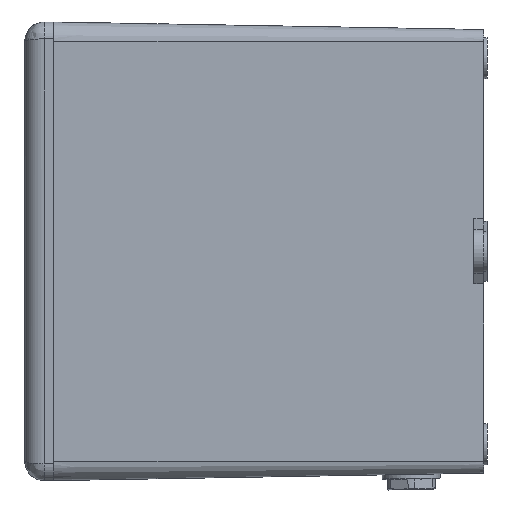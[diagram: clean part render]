
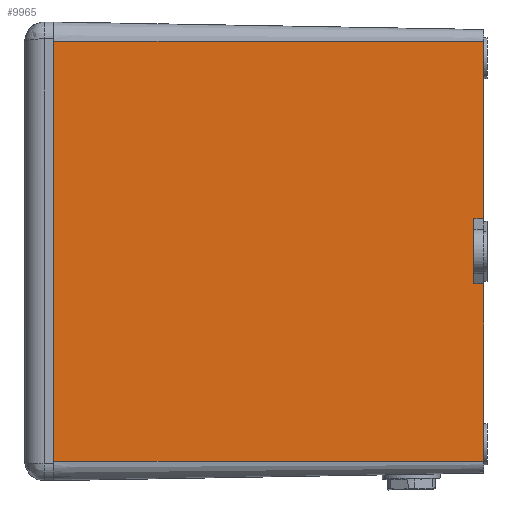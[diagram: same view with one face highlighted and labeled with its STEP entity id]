
A CAD part, left-side view. The second image highlights one B-rep face of the part: STEP entity #9965.
In plain terms, the highlighted face is planar.
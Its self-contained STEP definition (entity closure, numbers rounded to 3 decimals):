
#235 = CARTESIAN_POINT ( 'NONE',  ( -95., 87., 0. ) ) ;
#537 = CARTESIAN_POINT ( 'NONE',  ( -91.893, 87., 178. ) ) ;
#816 = CARTESIAN_POINT ( 'NONE',  ( -95., -87., 0. ) ) ;
#861 = PLANE ( 'NONE',  #3408 ) ;
#865 = VERTEX_POINT ( 'NONE', #5718 ) ;
#891 = LINE ( 'NONE', #1625, #7378 ) ;
#1029 = VERTEX_POINT ( 'NONE', #816 ) ;
#1369 = EDGE_LOOP ( 'NONE', ( #8326, #9171, #5506, #7482, #2573, #9614, #5881, #9092 ) ) ;
#1446 = LINE ( 'NONE', #9328, #8410 ) ;
#1554 = DIRECTION ( 'NONE',  ( -0.017, 0., -1. ) ) ;
#1625 = CARTESIAN_POINT ( 'NONE',  ( -91.893, 87., 178. ) ) ;
#1844 = VECTOR ( 'NONE', #7501, 1000. ) ;
#1847 = CARTESIAN_POINT ( 'NONE',  ( -91.893, 13.5, 178. ) ) ;
#2197 = CARTESIAN_POINT ( 'NONE',  ( -95., -13.5, 0. ) ) ;
#2573 = ORIENTED_EDGE ( 'NONE', *, *, #5654, .F. ) ;
#2785 = VERTEX_POINT ( 'NONE', #9085 ) ;
#2819 = EDGE_CURVE ( 'NONE', #6770, #3745, #891, .T. ) ;
#3007 = DIRECTION ( 'NONE',  ( 0.017, 0., 1. ) ) ;
#3088 = LINE ( 'NONE', #6208, #8393 ) ;
#3146 = CARTESIAN_POINT ( 'NONE',  ( -91.893, -87., 178. ) ) ;
#3344 = VECTOR ( 'NONE', #1554, 1000. ) ;
#3359 = CARTESIAN_POINT ( 'NONE',  ( -91.963, -13.5, 174. ) ) ;
#3375 = EDGE_CURVE ( 'NONE', #2785, #5715, #7352, .T. ) ;
#3408 = AXIS2_PLACEMENT_3D ( 'NONE', #10047, #4833, #3007 ) ;
#3664 = EDGE_CURVE ( 'NONE', #865, #1029, #9618, .T. ) ;
#3666 = CARTESIAN_POINT ( 'NONE',  ( -95., 87., 0. ) ) ;
#3745 = VERTEX_POINT ( 'NONE', #3146 ) ;
#4642 = LINE ( 'NONE', #8446, #3344 ) ;
#4833 = DIRECTION ( 'NONE',  ( -1., 0., 0.017 ) ) ;
#4906 = EDGE_CURVE ( 'NONE', #7156, #6937, #3088, .T. ) ;
#5506 = ORIENTED_EDGE ( 'NONE', *, *, #7632, .T. ) ;
#5612 = EDGE_CURVE ( 'NONE', #6937, #6770, #6850, .T. ) ;
#5635 = EDGE_CURVE ( 'NONE', #5715, #7156, #4642, .T. ) ;
#5654 = EDGE_CURVE ( 'NONE', #3745, #1029, #1446, .T. ) ;
#5715 = VERTEX_POINT ( 'NONE', #1847 ) ;
#5718 = CARTESIAN_POINT ( 'NONE',  ( -95., 87., 0. ) ) ;
#5881 = ORIENTED_EDGE ( 'NONE', *, *, #5612, .F. ) ;
#6208 = CARTESIAN_POINT ( 'NONE',  ( -91.963, 87., 174. ) ) ;
#6358 = DIRECTION ( 'NONE',  ( 0., -1., 0. ) ) ;
#6736 = VECTOR ( 'NONE', #8744, 1000. ) ;
#6770 = VERTEX_POINT ( 'NONE', #6790 ) ;
#6790 = CARTESIAN_POINT ( 'NONE',  ( -91.893, -13.5, 178. ) ) ;
#6793 = DIRECTION ( 'NONE',  ( -0.017, 0., -1. ) ) ;
#6850 = LINE ( 'NONE', #2197, #7771 ) ;
#6884 = CARTESIAN_POINT ( 'NONE',  ( -91.963, 13.5, 174. ) ) ;
#6937 = VERTEX_POINT ( 'NONE', #3359 ) ;
#7156 = VERTEX_POINT ( 'NONE', #6884 ) ;
#7352 = LINE ( 'NONE', #537, #1844 ) ;
#7378 = VECTOR ( 'NONE', #6358, 1000. ) ;
#7482 = ORIENTED_EDGE ( 'NONE', *, *, #3664, .T. ) ;
#7501 = DIRECTION ( 'NONE',  ( 0., -1., 0. ) ) ;
#7632 = EDGE_CURVE ( 'NONE', #2785, #865, #9109, .T. ) ;
#7771 = VECTOR ( 'NONE', #7789, 1000. ) ;
#7789 = DIRECTION ( 'NONE',  ( 0.017, 0., 1. ) ) ;
#7917 = DIRECTION ( 'NONE',  ( 0., -1., 0. ) ) ;
#8326 = ORIENTED_EDGE ( 'NONE', *, *, #5635, .F. ) ;
#8393 = VECTOR ( 'NONE', #7917, 1000. ) ;
#8410 = VECTOR ( 'NONE', #8499, 1000. ) ;
#8446 = CARTESIAN_POINT ( 'NONE',  ( -95., 13.5, 0. ) ) ;
#8499 = DIRECTION ( 'NONE',  ( -0.017, 0., -1. ) ) ;
#8744 = DIRECTION ( 'NONE',  ( 0., -1., 0. ) ) ;
#9085 = CARTESIAN_POINT ( 'NONE',  ( -91.893, 87., 178. ) ) ;
#9092 = ORIENTED_EDGE ( 'NONE', *, *, #4906, .F. ) ;
#9108 = VECTOR ( 'NONE', #6793, 1000. ) ;
#9109 = LINE ( 'NONE', #3666, #9108 ) ;
#9171 = ORIENTED_EDGE ( 'NONE', *, *, #3375, .F. ) ;
#9328 = CARTESIAN_POINT ( 'NONE',  ( -95., -87., 0. ) ) ;
#9469 = FACE_OUTER_BOUND ( 'NONE', #1369, .T. ) ;
#9614 = ORIENTED_EDGE ( 'NONE', *, *, #2819, .F. ) ;
#9618 = LINE ( 'NONE', #235, #6736 ) ;
#9965 = ADVANCED_FACE ( 'NONE', ( #9469 ), #861, .T. ) ;
#10047 = CARTESIAN_POINT ( 'NONE',  ( -95., 87., 0. ) ) ;
